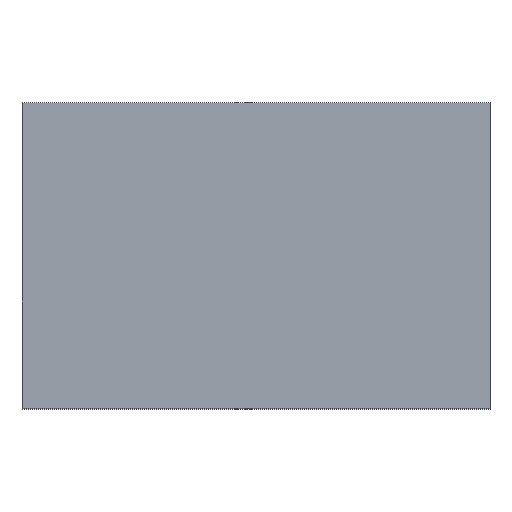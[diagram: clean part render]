
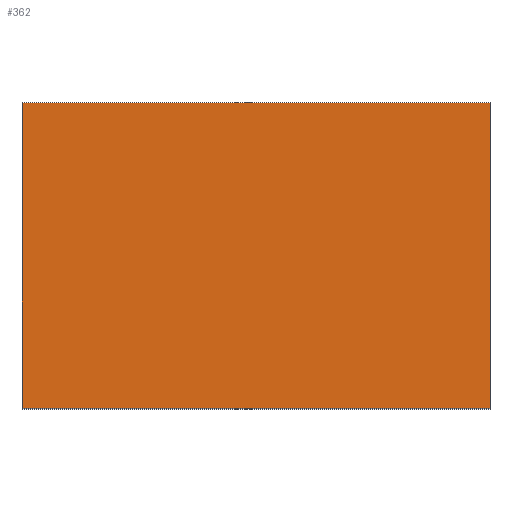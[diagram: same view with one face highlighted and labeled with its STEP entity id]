
A CAD part, top view. The second image highlights one B-rep face of the part: STEP entity #362.
In plain terms, the highlighted planar face has unit normal (0, 0, 1).
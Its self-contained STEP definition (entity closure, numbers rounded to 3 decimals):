
#16 = VERTEX_POINT ( 'NONE', #415 ) ;
#23 = EDGE_CURVE ( 'NONE', #79, #501, #256, .T. ) ;
#29 = ORIENTED_EDGE ( 'NONE', *, *, #326, .T. ) ;
#35 = DIRECTION ( 'NONE',  ( -1., 0., 0. ) ) ;
#42 = LINE ( 'NONE', #431, #490 ) ;
#79 = VERTEX_POINT ( 'NONE', #196 ) ;
#88 = DIRECTION ( 'NONE',  ( 0., 1., 0. ) ) ;
#93 = VECTOR ( 'NONE', #343, 1000. ) ;
#142 = CARTESIAN_POINT ( 'NONE',  ( -2.3, 1.5, 6. ) ) ;
#166 = DIRECTION ( 'NONE',  ( 0., -1., 0. ) ) ;
#169 = ORIENTED_EDGE ( 'NONE', *, *, #418, .T. ) ;
#191 = EDGE_CURVE ( 'NONE', #204, #79, #310, .T. ) ;
#196 = CARTESIAN_POINT ( 'NONE',  ( 2.3, 1.5, 6. ) ) ;
#204 = VERTEX_POINT ( 'NONE', #370 ) ;
#205 = CARTESIAN_POINT ( 'NONE',  ( 2.3, -1.5, 6. ) ) ;
#224 = AXIS2_PLACEMENT_3D ( 'NONE', #257, #393, #442 ) ;
#229 = FACE_OUTER_BOUND ( 'NONE', #493, .T. ) ;
#237 = VECTOR ( 'NONE', #88, 1000. ) ;
#239 = ORIENTED_EDGE ( 'NONE', *, *, #23, .T. ) ;
#256 = LINE ( 'NONE', #367, #364 ) ;
#257 = CARTESIAN_POINT ( 'NONE',  ( 0., 0., 6. ) ) ;
#300 = ORIENTED_EDGE ( 'NONE', *, *, #191, .T. ) ;
#310 = LINE ( 'NONE', #205, #237 ) ;
#326 = EDGE_CURVE ( 'NONE', #501, #16, #42, .T. ) ;
#343 = DIRECTION ( 'NONE',  ( 1., 0., 0. ) ) ;
#362 = ADVANCED_FACE ( 'NONE', ( #229 ), #385, .F. ) ;
#364 = VECTOR ( 'NONE', #35, 1000. ) ;
#367 = CARTESIAN_POINT ( 'NONE',  ( -2.3, 1.5, 6. ) ) ;
#370 = CARTESIAN_POINT ( 'NONE',  ( 2.3, -1.5, 6. ) ) ;
#385 = PLANE ( 'NONE',  #224 ) ;
#393 = DIRECTION ( 'NONE',  ( 0., 0., -1. ) ) ;
#415 = CARTESIAN_POINT ( 'NONE',  ( -2.3, -1.5, 6. ) ) ;
#418 = EDGE_CURVE ( 'NONE', #16, #204, #539, .T. ) ;
#431 = CARTESIAN_POINT ( 'NONE',  ( -2.3, -1.5, 6. ) ) ;
#442 = DIRECTION ( 'NONE',  ( -1., 0., 0. ) ) ;
#487 = CARTESIAN_POINT ( 'NONE',  ( -2.3, -1.5, 6. ) ) ;
#490 = VECTOR ( 'NONE', #166, 1000. ) ;
#493 = EDGE_LOOP ( 'NONE', ( #300, #239, #29, #169 ) ) ;
#501 = VERTEX_POINT ( 'NONE', #142 ) ;
#539 = LINE ( 'NONE', #487, #93 ) ;
